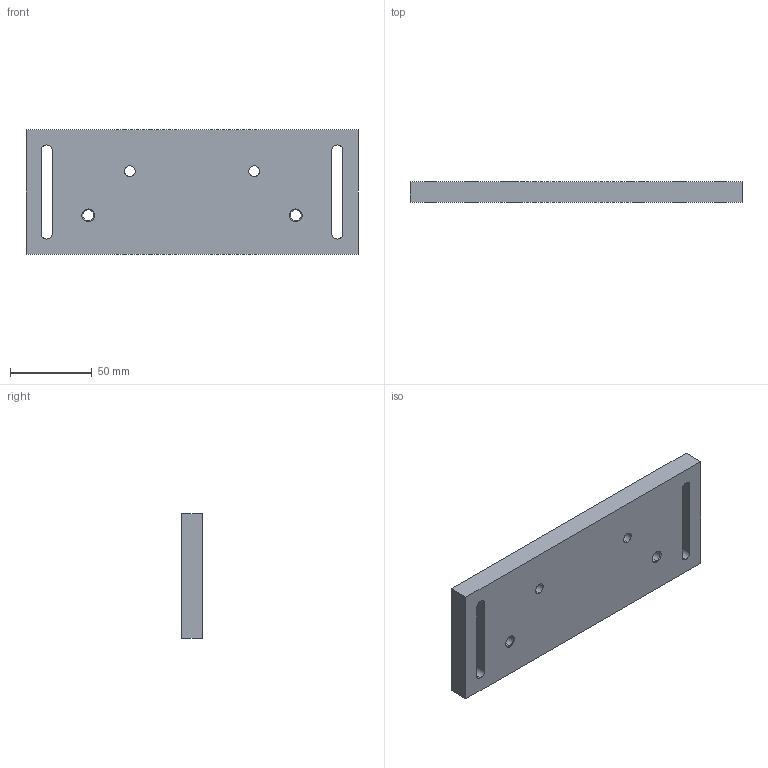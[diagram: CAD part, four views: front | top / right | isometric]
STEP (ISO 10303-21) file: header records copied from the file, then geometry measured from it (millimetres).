
FILE_DESCRIPTION (( 'STEP AP214' ), '1' );
FILE_NAME ('2D MOT Holder Bottom STEP.STEP', '2024-10-05T04:05:51', ( '' ), ( '' ), 'SwSTEP 2.0', 'SolidWorks 2023', '' );
FILE_SCHEMA (( 'AUTOMOTIVE_DESIGN' ));
Length unit declared in the file: inch
Products named in the file (1): 2D MOT Holder Bottom STEP
Bounding box: 203.2 x 12.7 x 76.2 mm (x, y, z)
Volume: 183822.9 mm3; surface area: 40721.7 mm2
Topology: 1 solids, 1 shells, 38 faces, 94 edges, 60 vertices
Faces by surface type: cylinder 18, plane 12, cone 8
Entity records: 1189 total; most frequent: DIRECTION 216, CARTESIAN_POINT 193, ORIENTED_EDGE 188, EDGE_CURVE 94, AXIS2_PLACEMENT_3D 83, VERTEX_POINT 60, EDGE_LOOP 52, LINE 50
